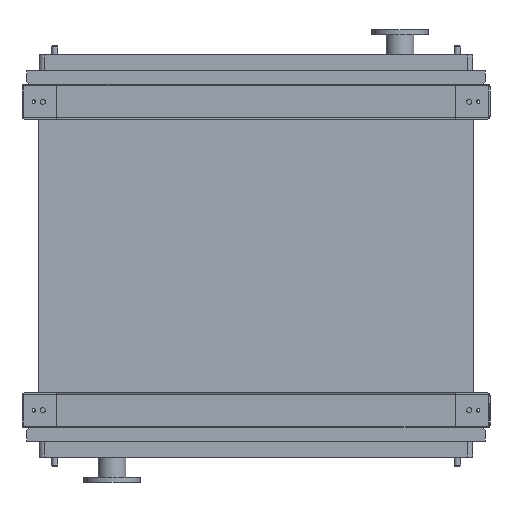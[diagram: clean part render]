
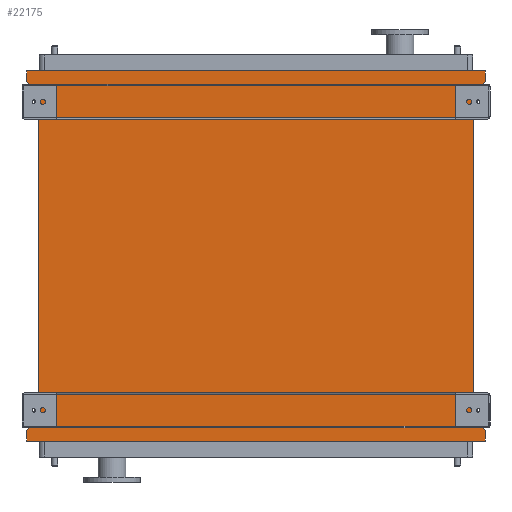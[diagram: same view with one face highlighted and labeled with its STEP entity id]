
A CAD part, front view. The second image highlights one B-rep face of the part: STEP entity #22175.
In plain terms, the highlighted planar face has unit normal (0, -1, 0).
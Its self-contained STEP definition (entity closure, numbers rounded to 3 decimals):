
#151 = CARTESIAN_POINT ( 'NONE',  ( -891., 0., 95. ) ) ;
#174 = CARTESIAN_POINT ( 'NONE',  ( 845., 0., -1250. ) ) ;
#184 = DIRECTION ( 'NONE',  ( 1., 0., 0. ) ) ;
#271 = CARTESIAN_POINT ( 'NONE',  ( 891., 0., 95. ) ) ;
#281 = VECTOR ( 'NONE', #184, 1000. ) ;
#369 = CARTESIAN_POINT ( 'NONE',  ( 891., 0., 53. ) ) ;
#388 = DIRECTION ( 'NONE',  ( 0., 0., -1. ) ) ;
#827 = CARTESIAN_POINT ( 'NONE',  ( -845., 0., 0. ) ) ;
#856 = DIRECTION ( 'NONE',  ( -0.655, 0., 0.755 ) ) ;
#996 = CARTESIAN_POINT ( 'NONE',  ( -891., 0., -1303. ) ) ;
#1178 = CARTESIAN_POINT ( 'NONE',  ( -891., 0., 53. ) ) ;
#1278 = LINE ( 'NONE', #2082, #15764 ) ;
#1361 = VERTEX_POINT ( 'NONE', #8490 ) ;
#1952 = CARTESIAN_POINT ( 'NONE',  ( -891., 0., 53. ) ) ;
#1959 = LINE ( 'NONE', #5134, #21370 ) ;
#2015 = EDGE_CURVE ( 'NONE', #23431, #21797, #13943, .T. ) ;
#2026 = EDGE_CURVE ( 'NONE', #21797, #17810, #9494, .T. ) ;
#2082 = CARTESIAN_POINT ( 'NONE',  ( -845., 0., -1250. ) ) ;
#2131 = EDGE_CURVE ( 'NONE', #17810, #7569, #1959, .T. ) ;
#2136 = DIRECTION ( 'NONE',  ( 0.655, 0., -0.755 ) ) ;
#2141 = EDGE_CURVE ( 'NONE', #7569, #16749, #16331, .T. ) ;
#2176 = EDGE_CURVE ( 'NONE', #16749, #16430, #20346, .T. ) ;
#2256 = EDGE_CURVE ( 'NONE', #22071, #22639, #14726, .T. ) ;
#2294 = EDGE_CURVE ( 'NONE', #22639, #1361, #22786, .T. ) ;
#2299 = EDGE_CURVE ( 'NONE', #21937, #4925, #9788, .T. ) ;
#2339 = EDGE_CURVE ( 'NONE', #4925, #21507, #22230, .T. ) ;
#2419 = EDGE_CURVE ( 'NONE', #23431, #21507, #14971, .T. ) ;
#2797 = EDGE_CURVE ( 'NONE', #16430, #22071, #1278, .T. ) ;
#2921 = VECTOR ( 'NONE', #5488, 1000. ) ;
#3044 = EDGE_CURVE ( 'NONE', #1361, #21937, #10647, .T. ) ;
#3981 = ORIENTED_EDGE ( 'NONE', *, *, #3044, .F. ) ;
#4602 = ORIENTED_EDGE ( 'NONE', *, *, #2299, .F. ) ;
#4909 = DIRECTION ( 'NONE',  ( 0., 0., 1. ) ) ;
#4925 = VERTEX_POINT ( 'NONE', #22817 ) ;
#5134 = CARTESIAN_POINT ( 'NONE',  ( 891., 0., -1345. ) ) ;
#5196 = CARTESIAN_POINT ( 'NONE',  ( -891., 0., -1345. ) ) ;
#5488 = DIRECTION ( 'NONE',  ( -0.655, 0., -0.755 ) ) ;
#5911 = AXIS2_PLACEMENT_3D ( 'NONE', #8347, #8258, #8231 ) ;
#6083 = DIRECTION ( 'NONE',  ( 0.655, 0., 0.755 ) ) ;
#6522 = VECTOR ( 'NONE', #4909, 1000. ) ;
#6793 = DIRECTION ( 'NONE',  ( 0., 0., 1. ) ) ;
#7244 = DIRECTION ( 'NONE',  ( -1., 0., 0. ) ) ;
#7544 = ORIENTED_EDGE ( 'NONE', *, *, #2176, .F. ) ;
#7569 = VERTEX_POINT ( 'NONE', #11580 ) ;
#7834 = ORIENTED_EDGE ( 'NONE', *, *, #2339, .F. ) ;
#8156 = DIRECTION ( 'NONE',  ( 0., 0., 1. ) ) ;
#8231 = DIRECTION ( 'NONE',  ( 0., 0., -1. ) ) ;
#8258 = DIRECTION ( 'NONE',  ( 0., -1., 0. ) ) ;
#8347 = CARTESIAN_POINT ( 'NONE',  ( -845., 0., -1250. ) ) ;
#8370 = PLANE ( 'NONE',  #5911 ) ;
#8490 = CARTESIAN_POINT ( 'NONE',  ( -891., 0., 95. ) ) ;
#9472 = VECTOR ( 'NONE', #17577, 1000. ) ;
#9494 = LINE ( 'NONE', #17051, #17948 ) ;
#9788 = LINE ( 'NONE', #271, #13653 ) ;
#10020 = CARTESIAN_POINT ( 'NONE',  ( -845., 0., 0. ) ) ;
#10647 = LINE ( 'NONE', #151, #281 ) ;
#11200 = CARTESIAN_POINT ( 'NONE',  ( -845., 0., -1250. ) ) ;
#11580 = CARTESIAN_POINT ( 'NONE',  ( -891., 0., -1345. ) ) ;
#12301 = CARTESIAN_POINT ( 'NONE',  ( 891., 0., 95. ) ) ;
#13229 = ORIENTED_EDGE ( 'NONE', *, *, #2131, .F. ) ;
#13653 = VECTOR ( 'NONE', #388, 1000. ) ;
#13943 = LINE ( 'NONE', #174, #18484 ) ;
#14094 = CARTESIAN_POINT ( 'NONE',  ( 891., 0., -1303. ) ) ;
#14533 = CARTESIAN_POINT ( 'NONE',  ( -891., 0., -1303. ) ) ;
#14589 = ORIENTED_EDGE ( 'NONE', *, *, #2294, .F. ) ;
#14726 = LINE ( 'NONE', #827, #15802 ) ;
#14971 = LINE ( 'NONE', #19225, #9472 ) ;
#15254 = FACE_OUTER_BOUND ( 'NONE', #20913, .T. ) ;
#15552 = ORIENTED_EDGE ( 'NONE', *, *, #2141, .F. ) ;
#15764 = VECTOR ( 'NONE', #6793, 1000. ) ;
#15802 = VECTOR ( 'NONE', #856, 1000. ) ;
#16331 = LINE ( 'NONE', #5196, #6522 ) ;
#16430 = VERTEX_POINT ( 'NONE', #11200 ) ;
#16749 = VERTEX_POINT ( 'NONE', #14533 ) ;
#17051 = CARTESIAN_POINT ( 'NONE',  ( 891., 0., -1303. ) ) ;
#17128 = DIRECTION ( 'NONE',  ( 0., 0., -1. ) ) ;
#17577 = DIRECTION ( 'NONE',  ( 0., 0., 1. ) ) ;
#17806 = ORIENTED_EDGE ( 'NONE', *, *, #2026, .F. ) ;
#17810 = VERTEX_POINT ( 'NONE', #18955 ) ;
#17948 = VECTOR ( 'NONE', #17128, 1000. ) ;
#18058 = ORIENTED_EDGE ( 'NONE', *, *, #2419, .T. ) ;
#18206 = VECTOR ( 'NONE', #8156, 1000. ) ;
#18333 = ORIENTED_EDGE ( 'NONE', *, *, #2015, .F. ) ;
#18484 = VECTOR ( 'NONE', #2136, 1000. ) ;
#18955 = CARTESIAN_POINT ( 'NONE',  ( 891., 0., -1345. ) ) ;
#19225 = CARTESIAN_POINT ( 'NONE',  ( 845., 0., -1250. ) ) ;
#19591 = CARTESIAN_POINT ( 'NONE',  ( 845., 0., 0. ) ) ;
#20014 = CARTESIAN_POINT ( 'NONE',  ( 845., 0., -1250. ) ) ;
#20346 = LINE ( 'NONE', #996, #20865 ) ;
#20726 = ORIENTED_EDGE ( 'NONE', *, *, #2797, .F. ) ;
#20865 = VECTOR ( 'NONE', #6083, 1000. ) ;
#20913 = EDGE_LOOP ( 'NONE', ( #18058, #7834, #4602, #3981, #14589, #21223, #20726, #7544, #15552, #13229, #17806, #18333 ) ) ;
#21223 = ORIENTED_EDGE ( 'NONE', *, *, #2256, .F. ) ;
#21370 = VECTOR ( 'NONE', #7244, 1000. ) ;
#21507 = VERTEX_POINT ( 'NONE', #19591 ) ;
#21797 = VERTEX_POINT ( 'NONE', #14094 ) ;
#21937 = VERTEX_POINT ( 'NONE', #12301 ) ;
#22071 = VERTEX_POINT ( 'NONE', #10020 ) ;
#22175 = ADVANCED_FACE ( 'NONE', ( #15254 ), #8370, .T. ) ;
#22230 = LINE ( 'NONE', #369, #2921 ) ;
#22639 = VERTEX_POINT ( 'NONE', #1952 ) ;
#22786 = LINE ( 'NONE', #1178, #18206 ) ;
#22817 = CARTESIAN_POINT ( 'NONE',  ( 891., 0., 53. ) ) ;
#23431 = VERTEX_POINT ( 'NONE', #20014 ) ;
